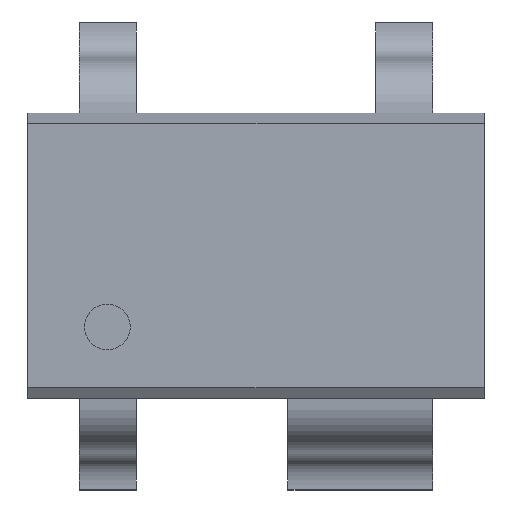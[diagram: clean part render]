
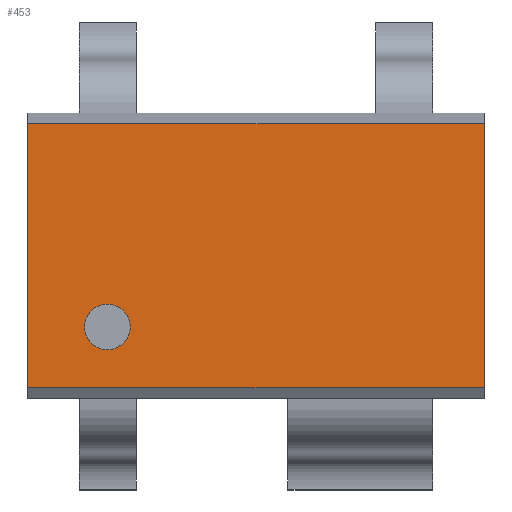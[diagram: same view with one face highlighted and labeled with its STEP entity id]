
A CAD part, top view. The second image highlights one B-rep face of the part: STEP entity #453.
In plain terms, the highlighted planar face has unit normal (0, 0, 1).
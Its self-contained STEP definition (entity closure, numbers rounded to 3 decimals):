
#27 = VERTEX_POINT ( 'NONE', #1970 ) ;
#35 = VERTEX_POINT ( 'NONE', #1966 ) ;
#63 = VERTEX_POINT ( 'NONE', #1963 ) ;
#66 = VERTEX_POINT ( 'NONE', #1946 ) ;
#76 = VERTEX_POINT ( 'NONE', #89 ) ;
#80 = VERTEX_POINT ( 'NONE', #118 ) ;
#89 = CARTESIAN_POINT ( 'NONE',  ( 1., 0.578, 0.9 ) ) ;
#118 = CARTESIAN_POINT ( 'NONE',  ( -0.551, -0.312, 0.9 ) ) ;
#133 = EDGE_CURVE ( 'NONE', #63, #35, #284, .T. ) ;
#144 = EDGE_CURVE ( 'NONE', #66, #80, #304, .T. ) ;
#146 = EDGE_CURVE ( 'NONE', #76, #63, #308, .T. ) ;
#148 = EDGE_CURVE ( 'NONE', #80, #66, #314, .T. ) ;
#149 = EDGE_CURVE ( 'NONE', #35, #27, #316, .T. ) ;
#150 = EDGE_CURVE ( 'NONE', #27, #76, #317, .T. ) ;
#187 = CARTESIAN_POINT ( 'NONE',  ( -1., 0.625, 0.9 ) ) ;
#215 = EDGE_LOOP ( 'NONE', ( #2051, #2060 ) ) ;
#216 = EDGE_LOOP ( 'NONE', ( #1987, #1977, #2022, #2015 ) ) ;
#284 = LINE ( 'NONE', #187, #289 ) ;
#289 = VECTOR ( 'NONE', #465, 1000. ) ;
#304 = CIRCLE ( 'NONE', #1912, 0.1 ) ;
#308 = LINE ( 'NONE', #488, #313 ) ;
#313 = VECTOR ( 'NONE', #493, 1000. ) ;
#314 = CIRCLE ( 'NONE', #1913, 0.1 ) ;
#316 = LINE ( 'NONE', #492, #318 ) ;
#317 = LINE ( 'NONE', #501, #320 ) ;
#318 = VECTOR ( 'NONE', #487, 1000. ) ;
#320 = VECTOR ( 'NONE', #502, 1000. ) ;
#453 = ADVANCED_FACE ( 'NONE', ( #815, #819 ), #1091, .T. ) ;
#465 = DIRECTION ( 'NONE',  ( 0., -1., 0. ) ) ;
#487 = DIRECTION ( 'NONE',  ( 1., 0., 0. ) ) ;
#488 = CARTESIAN_POINT ( 'NONE',  ( -1., 0.578, 0.9 ) ) ;
#489 = CARTESIAN_POINT ( 'NONE',  ( -0.651, -0.312, 0.9 ) ) ;
#490 = DIRECTION ( 'NONE',  ( 0., 0., 1. ) ) ;
#491 = DIRECTION ( 'NONE',  ( 1., 0., 0. ) ) ;
#492 = CARTESIAN_POINT ( 'NONE',  ( 1., -0.578, 0.9 ) ) ;
#493 = DIRECTION ( 'NONE',  ( -1., 0., 0. ) ) ;
#498 = CARTESIAN_POINT ( 'NONE',  ( -0.651, -0.312, 0.9 ) ) ;
#499 = DIRECTION ( 'NONE',  ( 0., 0., 1. ) ) ;
#500 = DIRECTION ( 'NONE',  ( 1., 0., 0. ) ) ;
#501 = CARTESIAN_POINT ( 'NONE',  ( 1., 0.625, 0.9 ) ) ;
#502 = DIRECTION ( 'NONE',  ( 0., 1., 0. ) ) ;
#815 = FACE_OUTER_BOUND ( 'NONE', #216, .T. ) ;
#819 = FACE_BOUND ( 'NONE', #215, .T. ) ;
#1091 = PLANE ( 'NONE',  #1190 ) ;
#1098 = CARTESIAN_POINT ( 'NONE',  ( 0., 0., 0.9 ) ) ;
#1099 = DIRECTION ( 'NONE',  ( 0., 0., 1. ) ) ;
#1100 = DIRECTION ( 'NONE',  ( 1., 0., 0. ) ) ;
#1190 = AXIS2_PLACEMENT_3D ( 'NONE', #1098, #1099, #1100 ) ;
#1912 = AXIS2_PLACEMENT_3D ( 'NONE', #489, #490, #491 ) ;
#1913 = AXIS2_PLACEMENT_3D ( 'NONE', #498, #499, #500 ) ;
#1946 = CARTESIAN_POINT ( 'NONE',  ( -0.751, -0.312, 0.9 ) ) ;
#1963 = CARTESIAN_POINT ( 'NONE',  ( -1., 0.578, 0.9 ) ) ;
#1966 = CARTESIAN_POINT ( 'NONE',  ( -1., -0.578, 0.9 ) ) ;
#1970 = CARTESIAN_POINT ( 'NONE',  ( 1., -0.578, 0.9 ) ) ;
#1977 = ORIENTED_EDGE ( 'NONE', *, *, #149, .T. ) ;
#1987 = ORIENTED_EDGE ( 'NONE', *, *, #133, .T. ) ;
#2015 = ORIENTED_EDGE ( 'NONE', *, *, #146, .T. ) ;
#2022 = ORIENTED_EDGE ( 'NONE', *, *, #150, .T. ) ;
#2051 = ORIENTED_EDGE ( 'NONE', *, *, #144, .F. ) ;
#2060 = ORIENTED_EDGE ( 'NONE', *, *, #148, .F. ) ;
